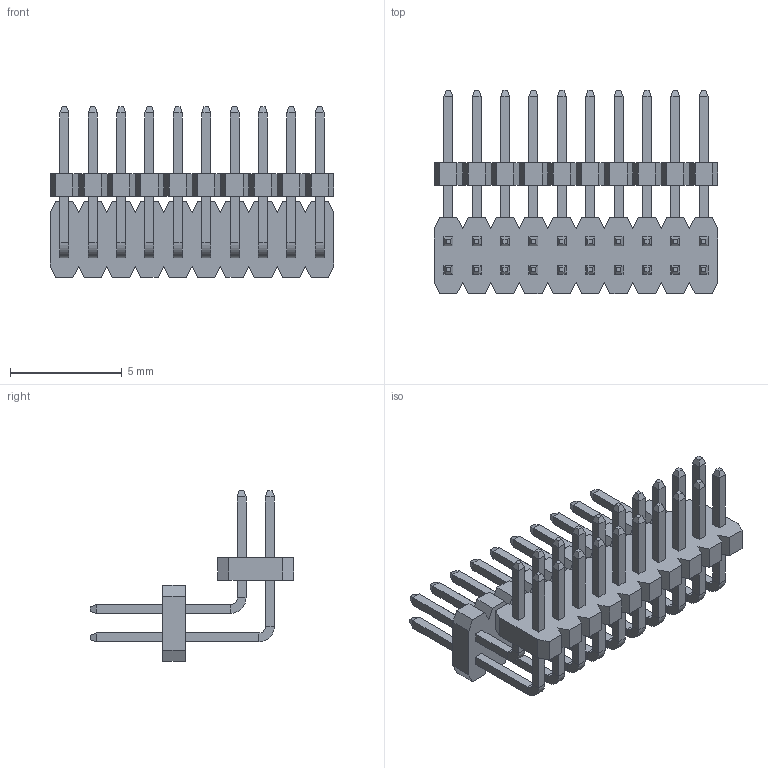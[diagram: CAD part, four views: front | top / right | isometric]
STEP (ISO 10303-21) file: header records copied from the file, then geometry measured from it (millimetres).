
FILE_DESCRIPTION (( 'STEP AP214' ), '1' );
FILE_NAME ('FPH12745-D20B1014080708B-REF .STEP', '2025-11-27T08:27:19', ( '' ), ( '' ), 'SwSTEP 2.0', 'SolidWorks 2021', '' );
FILE_SCHEMA (( 'AUTOMOTIVE_DESIGN' ));
Length unit declared in the file: millimetre
Products named in the file (1): FPH12745-D20B1014080708B-REF 
Bounding box: 12.7 x 9.11 x 7.63 mm (x, y, z)
Volume: 116.2 mm3; surface area: 589.1 mm2
Topology: 1 solids, 1 shells, 728 faces, 1732 edges, 1048 vertices
Faces by surface type: plane 688, cylinder 40
Entity records: 20326 total; most frequent: CARTESIAN_POINT 3509, ORIENTED_EDGE 3464, DIRECTION 3270, EDGE_CURVE 1732, VECTOR 1652, LINE 1652, VERTEX_POINT 1048, AXIS2_PLACEMENT_3D 809
